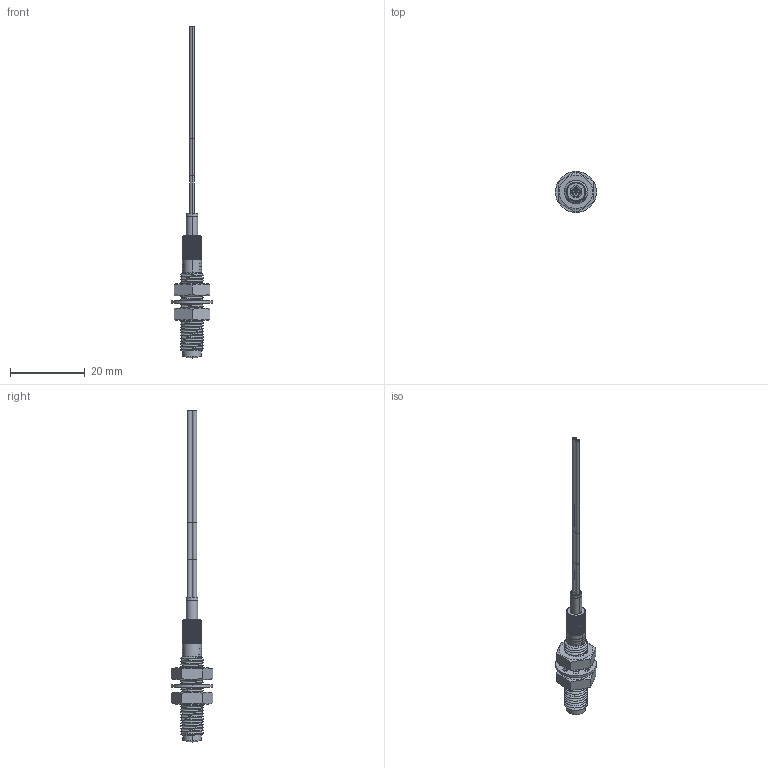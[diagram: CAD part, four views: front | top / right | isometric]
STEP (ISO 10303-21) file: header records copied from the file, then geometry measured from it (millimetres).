
FILE_DESCRIPTION((''),'2;1');
FILE_NAME('161881_ASM','2016-04-05T',('PDMAdmin'),(''),'PRO/ENGINEER BY PARAMETRIC TECHNOLOGY CORPORATION, 2013230','PRO/ENGINEER BY PARAMETRIC TECHNOLOGY CORPORATION, 2013230','');
FILE_SCHEMA(('CONFIG_CONTROL_DESIGN'));
Length unit declared in the file: inch
Products named in the file (10): 66764; FIBER_CORE_9X_-25_010_1X_-5_020; 66765; 66766; 66767; 39412; 39413; 30920; 30921; 161881_ASM
Assembly tree (10 placements, depth 2):
  161881_ASM
    66764
    FIBER_CORE_9X_-25_010_1X_-5_020
    66765
    66766
    66767
    39412
    39413
    30920
    30921  x2
Bounding box: 11 x 11 x 88.58 mm (x, y, z)
Volume: 1081 mm3; surface area: 3972.9 mm2
Topology: 20 solids, 32 shells, 630 faces, 1701 edges, 1108 vertices
Faces by surface type: plane 246, cylinder 190, cone 110, bspline 84
Entity records: 36282 total; most frequent: CARTESIAN_POINT 21531, ORIENTED_EDGE 3242, DIRECTION 2677, EDGE_CURVE 1659, VERTEX_POINT 1084, AXIS2_PLACEMENT_3D 948, VECTOR 781, LINE 781
